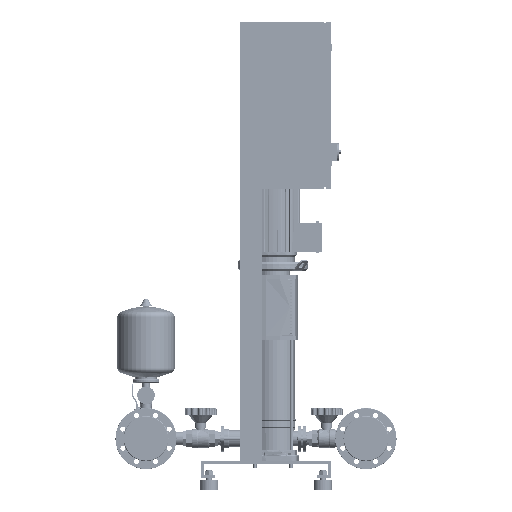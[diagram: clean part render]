
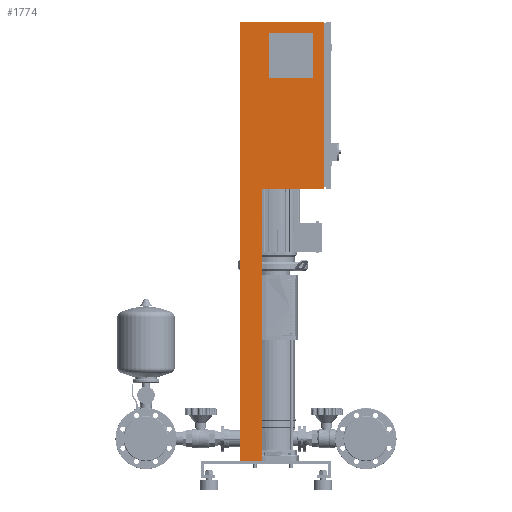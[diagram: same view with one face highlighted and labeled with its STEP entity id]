
A CAD part, left-side view. The second image highlights one B-rep face of the part: STEP entity #1774.
In plain terms, the highlighted planar face has unit normal (-1, 0, 0).
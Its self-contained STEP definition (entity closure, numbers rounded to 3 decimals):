
#276=CARTESIAN_POINT('',(-800.0,-170.0,1645.0));
#277=VERTEX_POINT('',#276);
#284=CARTESIAN_POINT('',(-800.0,-10.0,1645.0));
#285=VERTEX_POINT('',#284);
#286=CARTESIAN_POINT('',(-800.0,-10.0,1645.0));
#287=DIRECTION('',(0.0,-1.0,0.0));
#288=VECTOR('',#287,160.0);
#289=LINE('',#286,#288);
#290=EDGE_CURVE('',#285,#277,#289,.T.);
#314=CARTESIAN_POINT('',(-800.0,-170.,1485.));
#315=VERTEX_POINT('',#314);
#322=CARTESIAN_POINT('',(-800.0,-170.0,1645.0));
#323=DIRECTION('',(0.0,0.0,-1.0));
#324=VECTOR('',#323,160.);
#325=LINE('',#322,#324);
#326=EDGE_CURVE('',#277,#315,#325,.T.);
#345=CARTESIAN_POINT('',(-800.0,-10.,1485.0));
#346=VERTEX_POINT('',#345);
#353=CARTESIAN_POINT('',(-800.0,-170.,1485.));
#354=DIRECTION('',(0.0,1.0,0.0));
#355=VECTOR('',#354,160.);
#356=LINE('',#353,#355);
#357=EDGE_CURVE('',#315,#346,#356,.T.);
#375=CARTESIAN_POINT('',(-800.0,-10.,1485.0));
#376=DIRECTION('',(0.0,0.0,1.0));
#377=VECTOR('',#376,160.0);
#378=LINE('',#375,#377);
#379=EDGE_CURVE('',#346,#285,#378,.T.);
#1128=CARTESIAN_POINT('',(-800.0,-210.0,1685.0));
#1129=VERTEX_POINT('',#1128);
#1178=CARTESIAN_POINT('',(-800.0,95.0,1685.0));
#1179=VERTEX_POINT('',#1178);
#1186=CARTESIAN_POINT('',(-800.0,95.0,1685.0));
#1187=DIRECTION('',(0.0,-1.0,0.0));
#1188=VECTOR('',#1187,305.0);
#1189=LINE('',#1186,#1188);
#1190=EDGE_CURVE('',#1179,#1129,#1189,.T.);
#1598=CARTESIAN_POINT('',(-800.,-210.,1085.0));
#1599=VERTEX_POINT('',#1598);
#1600=CARTESIAN_POINT('',(-800.,-210.,1085.0));
#1601=DIRECTION('',(0.0,0.0,1.0));
#1602=VECTOR('',#1601,600.0);
#1603=LINE('',#1600,#1602);
#1604=EDGE_CURVE('',#1599,#1129,#1603,.T.);
#1663=CARTESIAN_POINT('',(-800.,15.,1085.0));
#1664=VERTEX_POINT('',#1663);
#1665=CARTESIAN_POINT('',(-800.,-210.,1085.0));
#1666=DIRECTION('',(0.0,1.0,0.0));
#1667=VECTOR('',#1666,225.);
#1668=LINE('',#1665,#1667);
#1669=EDGE_CURVE('',#1599,#1664,#1668,.T.);
#1712=CARTESIAN_POINT('',(-800.0,95.,105.0));
#1713=VERTEX_POINT('',#1712);
#1728=CARTESIAN_POINT('',(-800.0,15.,105.0));
#1729=VERTEX_POINT('',#1728);
#1736=CARTESIAN_POINT('',(-800.0,95.,105.0));
#1737=DIRECTION('',(0.0,-1.0,0.0));
#1738=VECTOR('',#1737,80.0);
#1739=LINE('',#1736,#1738);
#1740=EDGE_CURVE('',#1713,#1729,#1739,.T.);
#1745=CARTESIAN_POINT('',(-800.,15.,1085.0));
#1746=DIRECTION('',(-1.0,0.0,0.0));
#1747=DIRECTION('',(0.0,-1.0,0.0));
#1748=AXIS2_PLACEMENT_3D('',#1745,#1746,#1747);
#1749=PLANE('',#1748);
#1750=CARTESIAN_POINT('',(-800.0,15.,105.0));
#1751=DIRECTION('',(0.0,0.0,1.0));
#1752=VECTOR('',#1751,980.0);
#1753=LINE('',#1750,#1752);
#1754=EDGE_CURVE('',#1729,#1664,#1753,.T.);
#1755=ORIENTED_EDGE('',*,*,#1754,.T.);
#1756=ORIENTED_EDGE('',*,*,#1669,.F.);
#1757=ORIENTED_EDGE('',*,*,#1604,.T.);
#1758=ORIENTED_EDGE('',*,*,#1190,.F.);
#1759=CARTESIAN_POINT('',(-800.0,95.0,1685.0));
#1760=DIRECTION('',(0.0,0.0,-1.0));
#1761=VECTOR('',#1760,1580.0);
#1762=LINE('',#1759,#1761);
#1763=EDGE_CURVE('',#1179,#1713,#1762,.T.);
#1764=ORIENTED_EDGE('',*,*,#1763,.T.);
#1765=ORIENTED_EDGE('',*,*,#1740,.T.);
#1766=EDGE_LOOP('',(#1755,#1756,#1757,#1758,#1764,#1765));
#1767=FACE_OUTER_BOUND('',#1766,.T.);
#1768=ORIENTED_EDGE('',*,*,#290,.T.);
#1769=ORIENTED_EDGE('',*,*,#326,.T.);
#1770=ORIENTED_EDGE('',*,*,#357,.T.);
#1771=ORIENTED_EDGE('',*,*,#379,.T.);
#1772=EDGE_LOOP('',(#1768,#1769,#1770,#1771));
#1773=FACE_BOUND('',#1772,.T.);
#1774=ADVANCED_FACE('',(#1767,#1773),#1749,.T.);
